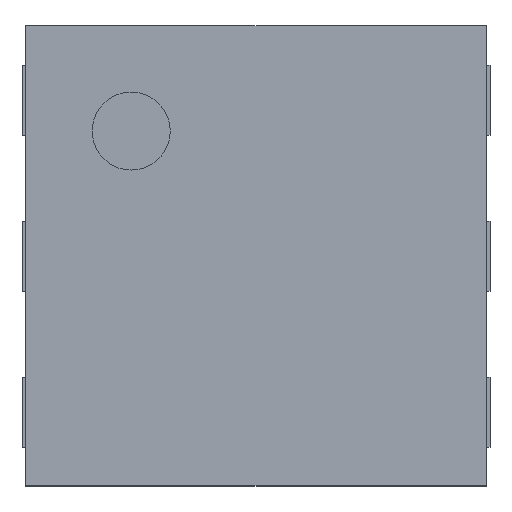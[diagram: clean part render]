
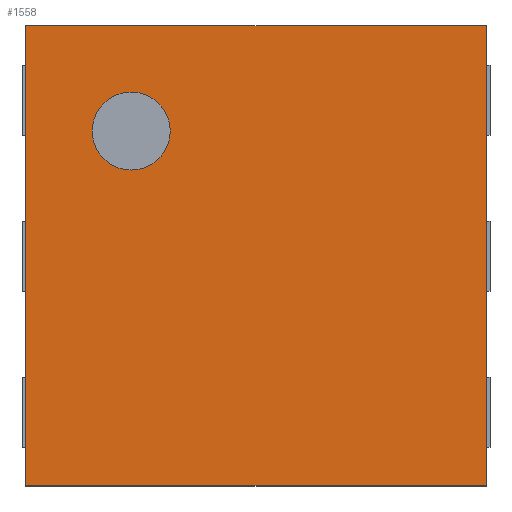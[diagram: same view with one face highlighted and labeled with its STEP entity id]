
A CAD part, top view. The second image highlights one B-rep face of the part: STEP entity #1558.
In plain terms, the highlighted planar face has unit normal (0, 0, 1).
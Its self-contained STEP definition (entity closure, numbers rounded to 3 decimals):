
#13=DIRECTION('',(0.,0.,1.));
#33=DIRECTION('',(0.,-0.,-1.));
#35=DEFINITIONAL_REPRESENTATION('',(#36),#40);
#36=LINE('',#37,#38);
#37=CARTESIAN_POINT('',(0.,0.));
#38=VECTOR('',#39,1.);
#39=DIRECTION('',(0.,1.));
#40=( GEOMETRIC_REPRESENTATION_CONTEXT(2) PARAMETRIC_REPRESENTATION_CONTEXT() REPRESENTATION_CONTEXT('2D SPACE','') );
#44=DEFINITIONAL_REPRESENTATION('',(#45),#40);
#45=LINE('',#37,#46);
#46=VECTOR('',#47,1.);
#47=DIRECTION('',(1.,0.));
#111=VECTOR('',#112,1.);
#112=DIRECTION('',(0.,-1.));
#141=PLANE('',#142);
#142=AXIS2_PLACEMENT_3D('',#143,#144,#13);
#143=CARTESIAN_POINT('',(-0.59,0.59,0.02));
#144=DIRECTION('',(1.,0.,0.));
#165=DIRECTION('',(0.,-1.,0.));
#282=CARTESIAN_POINT('',(0.59,0.59,0.02));
#287=VECTOR('',#165,1.);
#289=DEFINITIONAL_REPRESENTATION('',(#290),#40);
#290=LINE('',#291,#46);
#291=CARTESIAN_POINT('',(0.,1.18));
#293=PLANE('',#294);
#294=AXIS2_PLACEMENT_3D('',#282,#144,#13);
#300=VECTOR('',#144,1.);
#303=PLANE('',#304);
#304=AXIS2_PLACEMENT_3D('',#143,#165,#13);
#427=CARTESIAN_POINT('',(-0.59,-0.59,0.02));
#435=DEFINITIONAL_REPRESENTATION('',(#436),#40);
#436=LINE('',#437,#38);
#437=CARTESIAN_POINT('',(1.18,0.));
#439=PLANE('',#440);
#440=AXIS2_PLACEMENT_3D('',#427,#165,#13);
#728=VERTEX_POINT('',#729);
#729=CARTESIAN_POINT('',(-0.59,0.59,0.395));
#734=ORIENTED_EDGE('',*,*,#735,.T.);
#735=EDGE_CURVE('',#728,#736,#738,.T.);
#736=VERTEX_POINT('',#737);
#737=CARTESIAN_POINT('',(-0.59,-0.59,0.395));
#738=SURFACE_CURVE('',#739,(#740,#744),.PCURVE_S1.);
#739=LINE('',#729,#287);
#740=PCURVE('',#141,#741);
#741=DEFINITIONAL_REPRESENTATION('',(#742),#40);
#742=LINE('',#743,#38);
#743=CARTESIAN_POINT('',(0.375,0.));
#744=PCURVE('',#745,#44);
#745=PLANE('',#746);
#746=AXIS2_PLACEMENT_3D('',#729,#13,#165);
#872=VERTEX_POINT('',#873);
#873=CARTESIAN_POINT('',(0.59,0.59,0.395));
#882=EDGE_CURVE('',#872,#883,#885,.T.);
#883=VERTEX_POINT('',#884);
#884=CARTESIAN_POINT('',(0.59,-0.59,0.395));
#885=SURFACE_CURVE('',#886,(#887,#888),.PCURVE_S1.);
#886=LINE('',#873,#287);
#887=PCURVE('',#293,#741);
#888=PCURVE('',#745,#289);
#920=DIRECTION('',(-0.,0.,-1.));
#1006=ORIENTED_EDGE('',*,*,#1007,.F.);
#1007=EDGE_CURVE('',#728,#872,#1008,.T.);
#1008=SURFACE_CURVE('',#1009,(#1010,#1013),.PCURVE_S1.);
#1009=LINE('',#729,#300);
#1010=PCURVE('',#303,#1011);
#1011=DEFINITIONAL_REPRESENTATION('',(#1012),#40);
#1012=LINE('',#743,#111);
#1013=PCURVE('',#745,#35);
#1429=EDGE_CURVE('',#736,#883,#1430,.T.);
#1430=SURFACE_CURVE('',#1431,(#1432,#1433),.PCURVE_S1.);
#1431=LINE('',#737,#300);
#1432=PCURVE('',#439,#1011);
#1433=PCURVE('',#745,#435);
#1558=ADVANCED_FACE('',(#1559,#1563),#745,.T.);
#1559=FACE_BOUND('',#1560,.T.);
#1560=EDGE_LOOP('',(#1006,#734,#1561,#1562));
#1561=ORIENTED_EDGE('',*,*,#1429,.T.);
#1562=ORIENTED_EDGE('',*,*,#882,.F.);
#1563=FACE_BOUND('',#1564,.T.);
#1564=EDGE_LOOP('',(#1565));
#1565=ORIENTED_EDGE('',*,*,#1566,.T.);
#1566=EDGE_CURVE('',#1567,#1567,#1569,.T.);
#1567=VERTEX_POINT('',#1568);
#1568=CARTESIAN_POINT('',(-0.32,0.22,0.395));
#1569=SURFACE_CURVE('',#1570,(#1573,#1582),.PCURVE_S1.);
#1570=CIRCLE('',#1571,0.1);
#1571=AXIS2_PLACEMENT_3D('',#1572,#33,#165);
#1572=CARTESIAN_POINT('',(-0.32,0.32,0.395));
#1573=PCURVE('',#745,#1574);
#1574=DEFINITIONAL_REPRESENTATION('',(#1575),#40);
#1575=( BOUNDED_CURVE() B_SPLINE_CURVE(2,(#1576,#1577,#1578,#1579,#1580,#1581,#1576),.UNSPECIFIED.,.T.,.F.) B_SPLINE_CURVE_WITH_KNOTS((1,2,2,2,2,1),(-2.094,0.,2.094,4.189,6.283,8.378),.UNSPECIFIED.) CURVE() GEOMETRIC_REPRESENTATION_ITEM() RATIONAL_B_SPLINE_CURVE((1.,0.5,1.,0.5,1.,0.5,1.)) REPRESENTATION_ITEM('') );
#1576=CARTESIAN_POINT('',(0.37,0.27));
#1577=CARTESIAN_POINT('',(0.37,0.097));
#1578=CARTESIAN_POINT('',(0.22,0.183));
#1579=CARTESIAN_POINT('',(0.07,0.27));
#1580=CARTESIAN_POINT('',(0.22,0.357));
#1581=CARTESIAN_POINT('',(0.37,0.443));
#1582=PCURVE('',#1583,#1586);
#1583=CYLINDRICAL_SURFACE('',#1584,0.1);
#1584=AXIS2_PLACEMENT_3D('',#1585,#920,#165);
#1585=CARTESIAN_POINT('',(-0.32,0.32,0.405));
#1586=DEFINITIONAL_REPRESENTATION('',(#1587),#40);
#1587=LINE('',#1588,#1589);
#1588=CARTESIAN_POINT('',(-6.283,0.01));
#1589=VECTOR('',#1590,1.);
#1590=DIRECTION('',(1.,-0.));
